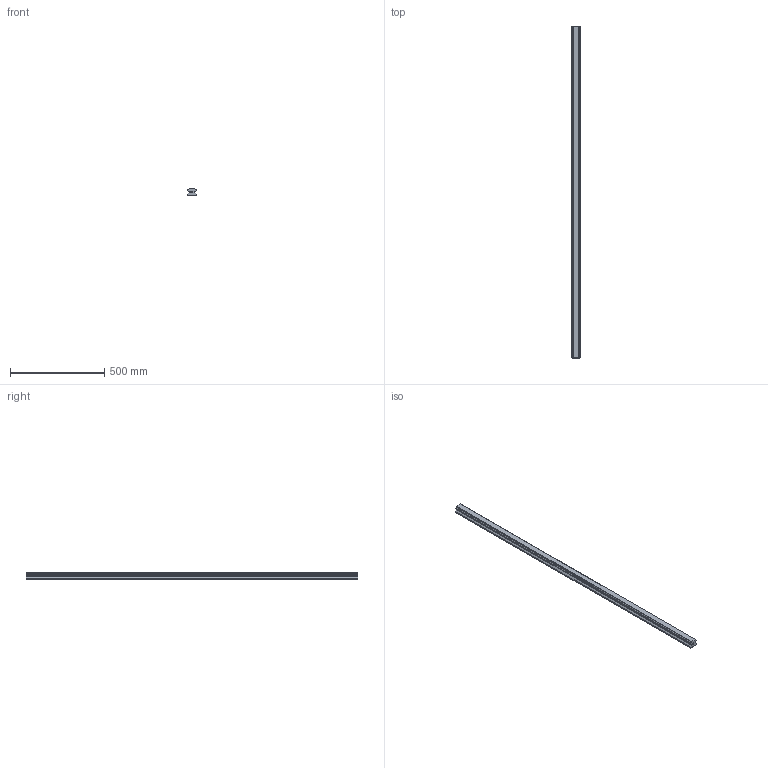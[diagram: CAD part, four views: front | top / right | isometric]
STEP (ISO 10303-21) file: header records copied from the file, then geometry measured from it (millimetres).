
FILE_DESCRIPTION(('STEP AP214'),'1');
FILE_NAME('cctmp_218FA31E-732A-44EF-B1FF-E64BC163FD92_2021_02_01_11_41_39_0745..stp','2021-02-01T10:41:39',('HIWIN GmbH'),('CADClick - www.CADClick.com'),'Spatial InterOp 3D',' ','unknown authorization');
FILE_SCHEMA(('AUTOMOTIVE_DESIGN'));
Length unit declared in the file: millimetre
Products named in the file (1): HGR45T1760C_FILE
Bounding box: 45 x 1760 x 38 mm (x, y, z)
Volume: 2464259.3 mm3; surface area: 320134.5 mm2
Topology: 1 solids, 1 shells, 165 faces, 443 edges, 267 vertices
Faces by surface type: plane 93, cylinder 38, cone 34
Entity records: 6187 total; most frequent: CARTESIAN_POINT 842, ORIENTED_EDGE 818, DIRECTION 817, EDGE_CURVE 409, LINE 333, VECTOR 333, VERTEX_POINT 267, AXIS2_PLACEMENT_3D 242
